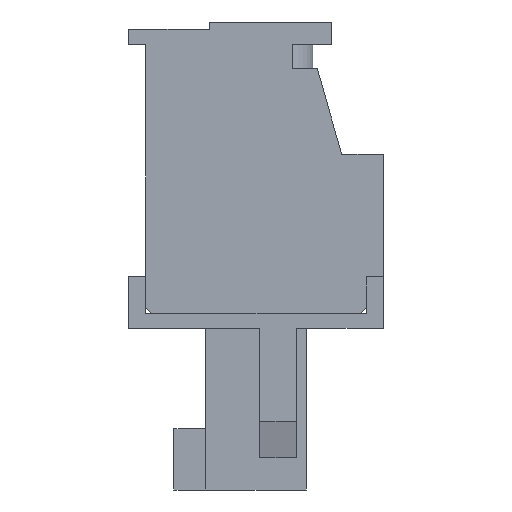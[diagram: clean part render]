
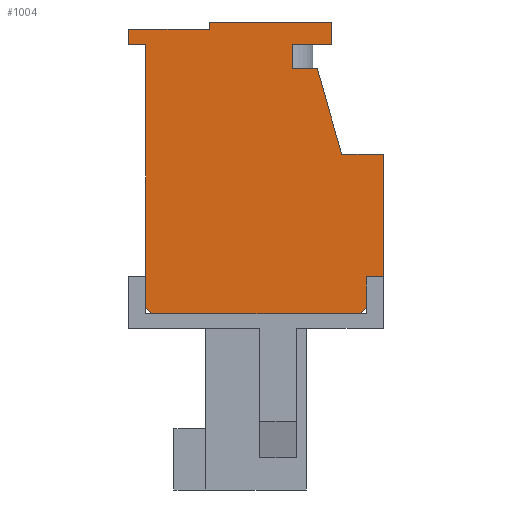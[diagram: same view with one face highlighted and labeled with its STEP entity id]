
A CAD part, left-side view. The second image highlights one B-rep face of the part: STEP entity #1004.
In plain terms, the highlighted planar face has unit normal (-1, 0, 0).
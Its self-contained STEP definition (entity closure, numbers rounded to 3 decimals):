
#1004 = ADVANCED_FACE( '', ( #2278 ), #2279, .T. );
#2278 = FACE_OUTER_BOUND( '', #3914, .T. );
#2279 = PLANE( '', #3915 );
#3914 = EDGE_LOOP( '', ( #6480, #6481, #6482, #6483, #6484, #6485, #6486, #6487, #6488, #6489, #6490, #6491, #6492, #6493, #6494, #6495, #6496, #6497 ) );
#3915 = AXIS2_PLACEMENT_3D( '', #6498, #6499, #6500 );
#6480 = ORIENTED_EDGE( '', *, *, #10819, .T. );
#6481 = ORIENTED_EDGE( '', *, *, #10820, .T. );
#6482 = ORIENTED_EDGE( '', *, *, #10821, .F. );
#6483 = ORIENTED_EDGE( '', *, *, #10822, .T. );
#6484 = ORIENTED_EDGE( '', *, *, #10196, .T. );
#6485 = ORIENTED_EDGE( '', *, *, #10319, .T. );
#6486 = ORIENTED_EDGE( '', *, *, #10823, .T. );
#6487 = ORIENTED_EDGE( '', *, *, #10824, .T. );
#6488 = ORIENTED_EDGE( '', *, *, #10113, .T. );
#6489 = ORIENTED_EDGE( '', *, *, #10304, .T. );
#6490 = ORIENTED_EDGE( '', *, *, #10825, .T. );
#6491 = ORIENTED_EDGE( '', *, *, #10826, .T. );
#6492 = ORIENTED_EDGE( '', *, *, #10827, .T. );
#6493 = ORIENTED_EDGE( '', *, *, #10828, .T. );
#6494 = ORIENTED_EDGE( '', *, *, #9996, .T. );
#6495 = ORIENTED_EDGE( '', *, *, #10829, .T. );
#6496 = ORIENTED_EDGE( '', *, *, #10810, .T. );
#6497 = ORIENTED_EDGE( '', *, *, #10830, .T. );
#6498 = CARTESIAN_POINT( '', ( -7., 0., 0. ) );
#6499 = DIRECTION( '', ( -1., 0., 0. ) );
#6500 = DIRECTION( '', ( 0., 0., 1. ) );
#9996 = EDGE_CURVE( '', #11926, #11927, #11928, .T. );
#10113 = EDGE_CURVE( '', #12139, #12140, #12141, .T. );
#10196 = EDGE_CURVE( '', #12285, #12286, #12287, .T. );
#10304 = EDGE_CURVE( '', #12140, #12489, #12491, .T. );
#10319 = EDGE_CURVE( '', #12286, #12515, #12517, .T. );
#10810 = EDGE_CURVE( '', #13309, #13310, #13311, .T. );
#10819 = EDGE_CURVE( '', #13324, #13325, #13326, .T. );
#10820 = EDGE_CURVE( '', #13325, #13327, #13328, .T. );
#10821 = EDGE_CURVE( '', #13329, #13327, #13330, .T. );
#10822 = EDGE_CURVE( '', #13329, #12285, #13331, .T. );
#10823 = EDGE_CURVE( '', #12515, #13332, #13333, .T. );
#10824 = EDGE_CURVE( '', #13332, #12139, #13334, .T. );
#10825 = EDGE_CURVE( '', #12489, #13335, #13336, .T. );
#10826 = EDGE_CURVE( '', #13335, #13337, #13338, .T. );
#10827 = EDGE_CURVE( '', #13337, #13339, #13340, .T. );
#10828 = EDGE_CURVE( '', #13339, #11926, #13341, .T. );
#10829 = EDGE_CURVE( '', #11927, #13309, #13342, .T. );
#10830 = EDGE_CURVE( '', #13310, #13324, #13343, .T. );
#11926 = VERTEX_POINT( '', #14765 );
#11927 = VERTEX_POINT( '', #14766 );
#11928 = LINE( '', #14767, #14768 );
#12139 = VERTEX_POINT( '', #15077 );
#12140 = VERTEX_POINT( '', #15078 );
#12141 = LINE( '', #15079, #15080 );
#12285 = VERTEX_POINT( '', #15283 );
#12286 = VERTEX_POINT( '', #15284 );
#12287 = LINE( '', #15285, #15286 );
#12489 = VERTEX_POINT( '', #15581 );
#12491 = LINE( '', #15584, #15585 );
#12515 = VERTEX_POINT( '', #15617 );
#12517 = LINE( '', #15620, #15621 );
#13309 = VERTEX_POINT( '', #16793 );
#13310 = VERTEX_POINT( '', #16794 );
#13311 = LINE( '', #16795, #16796 );
#13324 = VERTEX_POINT( '', #16815 );
#13325 = VERTEX_POINT( '', #16816 );
#13326 = LINE( '', #16817, #16818 );
#13327 = VERTEX_POINT( '', #16819 );
#13328 = LINE( '', #16820, #16821 );
#13329 = VERTEX_POINT( '', #16822 );
#13330 = LINE( '', #16823, #16824 );
#13331 = LINE( '', #16825, #16826 );
#13332 = VERTEX_POINT( '', #16827 );
#13333 = LINE( '', #16828, #16829 );
#13334 = LINE( '', #16830, #16831 );
#13335 = VERTEX_POINT( '', #16832 );
#13336 = LINE( '', #16833, #16834 );
#13337 = VERTEX_POINT( '', #16835 );
#13338 = LINE( '', #16836, #16837 );
#13339 = VERTEX_POINT( '', #16838 );
#13340 = LINE( '', #16839, #16840 );
#13341 = LINE( '', #16841, #16842 );
#13342 = LINE( '', #16843, #16844 );
#13343 = LINE( '', #16845, #16846 );
#14765 = CARTESIAN_POINT( '', ( -7., 1.9, 6.66 ) );
#14766 = CARTESIAN_POINT( '', ( -7., 1.9, 6.36 ) );
#14767 = CARTESIAN_POINT( '', ( -7., 1.9, 6.66 ) );
#14768 = VECTOR( '', #18894, 1000. );
#15077 = CARTESIAN_POINT( '', ( -7., -3.5, 1.26 ) );
#15078 = CARTESIAN_POINT( '', ( -7., -2.5, 4.76 ) );
#15079 = CARTESIAN_POINT( '', ( -7., -3.5, 1.26 ) );
#15080 = VECTOR( '', #19003, 1000. );
#15283 = CARTESIAN_POINT( '', ( -7., -4.5, -4.99 ) );
#15284 = CARTESIAN_POINT( '', ( -7., -4.5, -3.74 ) );
#15285 = CARTESIAN_POINT( '', ( -7., -4.5, -5.74 ) );
#15286 = VECTOR( '', #19097, 1000. );
#15581 = CARTESIAN_POINT( '', ( -7., -1.5, 4.76 ) );
#15584 = CARTESIAN_POINT( '', ( -7., -1.5, 4.76 ) );
#15585 = VECTOR( '', #19213, 1000. );
#15617 = CARTESIAN_POINT( '', ( -7., -5.2, -3.74 ) );
#15620 = CARTESIAN_POINT( '', ( -7., -4.5, -3.74 ) );
#15621 = VECTOR( '', #19232, 1000. );
#16793 = CARTESIAN_POINT( '', ( -7., 5.2, 6.36 ) );
#16794 = CARTESIAN_POINT( '', ( -7., 5.2, 5.74 ) );
#16795 = CARTESIAN_POINT( '', ( -7., 5.2, 6.36 ) );
#16796 = VECTOR( '', #19683, 1000. );
#16815 = CARTESIAN_POINT( '', ( -7., 4.5, 5.74 ) );
#16816 = CARTESIAN_POINT( '', ( -7., 4.5, -4.99 ) );
#16817 = CARTESIAN_POINT( '', ( -7., 4.5, 5.74 ) );
#16818 = VECTOR( '', #19690, 1000. );
#16819 = CARTESIAN_POINT( '', ( -7., 4.25, -5.24 ) );
#16820 = CARTESIAN_POINT( '', ( -7., 4.745, -4.745 ) );
#16821 = VECTOR( '', #19691, 1000. );
#16822 = CARTESIAN_POINT( '', ( -7., -4.25, -5.24 ) );
#16823 = CARTESIAN_POINT( '', ( -7., 0., -5.24 ) );
#16824 = VECTOR( '', #19692, 1000. );
#16825 = CARTESIAN_POINT( '', ( -7., -4.745, -4.745 ) );
#16826 = VECTOR( '', #19693, 1000. );
#16827 = CARTESIAN_POINT( '', ( -7., -5.2, 1.26 ) );
#16828 = CARTESIAN_POINT( '', ( -7., -5.2, -3.74 ) );
#16829 = VECTOR( '', #19694, 1000. );
#16830 = CARTESIAN_POINT( '', ( -7., -5.2, 1.26 ) );
#16831 = VECTOR( '', #19695, 1000. );
#16832 = CARTESIAN_POINT( '', ( -7., -1.5, 5.76 ) );
#16833 = CARTESIAN_POINT( '', ( -7., -1.5, 4.76 ) );
#16834 = VECTOR( '', #19696, 1000. );
#16835 = CARTESIAN_POINT( '', ( -7., -3.1, 5.76 ) );
#16836 = CARTESIAN_POINT( '', ( -7., -1.5, 5.76 ) );
#16837 = VECTOR( '', #19697, 1000. );
#16838 = CARTESIAN_POINT( '', ( -7., -3.1, 6.66 ) );
#16839 = CARTESIAN_POINT( '', ( -7., -3.1, 5.76 ) );
#16840 = VECTOR( '', #19698, 1000. );
#16841 = CARTESIAN_POINT( '', ( -7., -3.1, 6.66 ) );
#16842 = VECTOR( '', #19699, 1000. );
#16843 = CARTESIAN_POINT( '', ( -7., 1.9, 6.36 ) );
#16844 = VECTOR( '', #19700, 1000. );
#16845 = CARTESIAN_POINT( '', ( -7., 5.2, 5.74 ) );
#16846 = VECTOR( '', #19701, 1000. );
#18894 = DIRECTION( '', ( 0., 0., -1. ) );
#19003 = DIRECTION( '', ( 0., 0.275, 0.962 ) );
#19097 = DIRECTION( '', ( 0., 0., 1. ) );
#19213 = DIRECTION( '', ( 0., 1., 0. ) );
#19232 = DIRECTION( '', ( 0., -1., 0. ) );
#19683 = DIRECTION( '', ( 0., 0., -1. ) );
#19690 = DIRECTION( '', ( 0., 0., -1. ) );
#19691 = DIRECTION( '', ( 0., -0.707, -0.707 ) );
#19692 = DIRECTION( '', ( 0., 1., 0. ) );
#19693 = DIRECTION( '', ( 0., -0.707, 0.707 ) );
#19694 = DIRECTION( '', ( 0., 0., 1. ) );
#19695 = DIRECTION( '', ( 0., 1., 0. ) );
#19696 = DIRECTION( '', ( 0., 0., 1. ) );
#19697 = DIRECTION( '', ( 0., -1., 0. ) );
#19698 = DIRECTION( '', ( 0., 0., 1. ) );
#19699 = DIRECTION( '', ( 0., 1., 0. ) );
#19700 = DIRECTION( '', ( 0., 1., 0. ) );
#19701 = DIRECTION( '', ( 0., -1., 0. ) );
